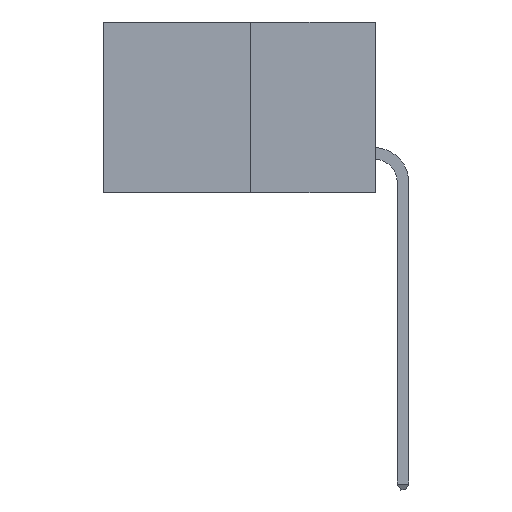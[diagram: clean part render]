
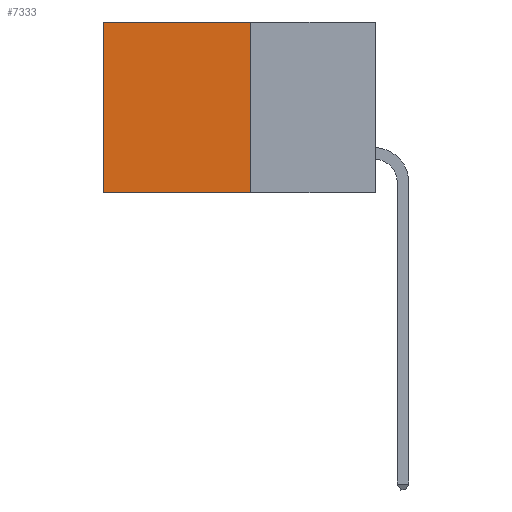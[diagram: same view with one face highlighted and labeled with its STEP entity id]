
A CAD part, left-side view. The second image highlights one B-rep face of the part: STEP entity #7333.
In plain terms, the highlighted planar face has unit normal (-1, 0, 0).
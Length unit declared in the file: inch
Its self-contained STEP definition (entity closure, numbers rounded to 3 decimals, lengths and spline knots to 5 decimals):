
#40 = VERTEX_POINT ( 'NONE', #7865 ) ;
#417 = CARTESIAN_POINT ( 'NONE',  ( 0.277, 0.27, 0. ) ) ;
#1008 = DIRECTION ( 'NONE',  ( 0., 0., -1. ) ) ;
#1666 = EDGE_LOOP ( 'NONE', ( #8652, #1774, #9371, #2853 ) ) ;
#1774 = ORIENTED_EDGE ( 'NONE', *, *, #8595, .F. ) ;
#2153 = EDGE_CURVE ( 'NONE', #7687, #40, #8494, .T. ) ;
#2670 = AXIS2_PLACEMENT_3D ( 'NONE', #9288, #5545, #1008 ) ;
#2747 = CARTESIAN_POINT ( 'NONE',  ( 0.277, 0.27, -0.37 ) ) ;
#2853 = ORIENTED_EDGE ( 'NONE', *, *, #6366, .T. ) ;
#3297 = VERTEX_POINT ( 'NONE', #5219 ) ;
#3377 = CARTESIAN_POINT ( 'NONE',  ( 0.277, 0.59, -0.37 ) ) ;
#3412 = DIRECTION ( 'NONE',  ( 0., 0., -1. ) ) ;
#3460 = CARTESIAN_POINT ( 'NONE',  ( 0.277, 0.27, 0. ) ) ;
#3654 = CARTESIAN_POINT ( 'NONE',  ( 0.277, 0.59, 0. ) ) ;
#3738 = VERTEX_POINT ( 'NONE', #417 ) ;
#4261 = DIRECTION ( 'NONE',  ( 0., 0., -1. ) ) ;
#4365 = FACE_OUTER_BOUND ( 'NONE', #1666, .T. ) ;
#4579 = LINE ( 'NONE', #7060, #8358 ) ;
#4779 = PLANE ( 'NONE',  #2670 ) ;
#5219 = CARTESIAN_POINT ( 'NONE',  ( 0.277, 0.27, -0.37 ) ) ;
#5231 = EDGE_CURVE ( 'NONE', #3738, #3297, #7504, .T. ) ;
#5472 = VECTOR ( 'NONE', #4261, 39.37008 ) ;
#5545 = DIRECTION ( 'NONE',  ( 1., 0., 0. ) ) ;
#5817 = VECTOR ( 'NONE', #8759, 39.37008 ) ;
#6296 = DIRECTION ( 'NONE',  ( 0., 1., 0. ) ) ;
#6366 = EDGE_CURVE ( 'NONE', #3738, #7687, #7822, .T. ) ;
#6514 = VECTOR ( 'NONE', #3412, 39.37008 ) ;
#7060 = CARTESIAN_POINT ( 'NONE',  ( 0.277, 0.27, -0.37 ) ) ;
#7333 = ADVANCED_FACE ( 'NONE', ( #4365 ), #4779, .F. ) ;
#7504 = LINE ( 'NONE', #2747, #5472 ) ;
#7687 = VERTEX_POINT ( 'NONE', #3654 ) ;
#7822 = LINE ( 'NONE', #3460, #5817 ) ;
#7865 = CARTESIAN_POINT ( 'NONE',  ( 0.277, 0.59, -0.37 ) ) ;
#8358 = VECTOR ( 'NONE', #6296, 39.37008 ) ;
#8494 = LINE ( 'NONE', #3377, #6514 ) ;
#8595 = EDGE_CURVE ( 'NONE', #3297, #40, #4579, .T. ) ;
#8652 = ORIENTED_EDGE ( 'NONE', *, *, #2153, .T. ) ;
#8759 = DIRECTION ( 'NONE',  ( 0., 1., 0. ) ) ;
#9288 = CARTESIAN_POINT ( 'NONE',  ( 0.277, 0.27, -0.37 ) ) ;
#9371 = ORIENTED_EDGE ( 'NONE', *, *, #5231, .F. ) ;
